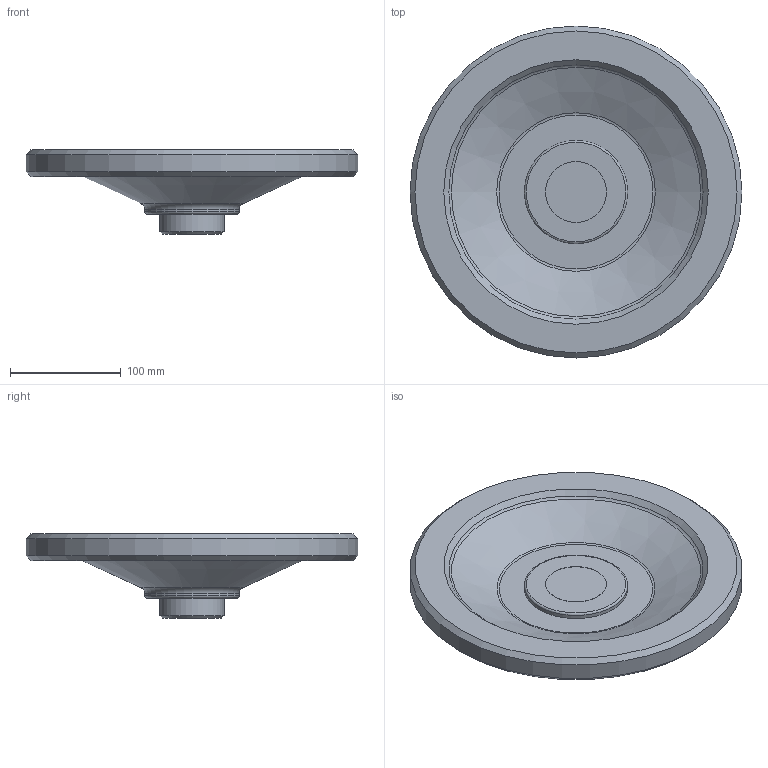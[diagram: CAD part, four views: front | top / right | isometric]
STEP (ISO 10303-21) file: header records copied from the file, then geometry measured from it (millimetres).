
FILE_DESCRIPTION( ( 'Unknown' ), '1' );
FILE_NAME( '7101031_VPRA300.stp', 'Unknown', ( 'Unknown' ), ( 'Unknown' ), 'PSStep 11.0', 'Unknown', ' ' );
FILE_SCHEMA( ( 'AUTOMOTIVE_DESIGN { 1 0 10303 214 1 1 1 1 }' ) );
Length unit declared in the file: millimetre
Products named in the file (1): 7101031
Bounding box: 300 x 300 x 76 mm (x, y, z)
Volume: 1354074.7 mm3; surface area: 177179.8 mm2
Topology: 1 solids, 1 shells, 40 faces, 83 edges, 48 vertices
Faces by surface type: cone 9, bspline 9, torus 8, plane 7, cylinder 7
Full cylindrical faces by diameter (mm): 6 x1, 55 x1, 58 x1, 85.16 x1, 93.4 x1, 300 x1
Entity records: 3161 total; most frequent: CARTESIAN_POINT 2143, DIRECTION 140, ORIENTED_EDGE 112, AXIS2_PLACEMENT_3D 70, EDGE_LOOP 64, EDGE_CURVE 56, FACE_OUTER_BOUND 51, VERTEX_POINT 43
